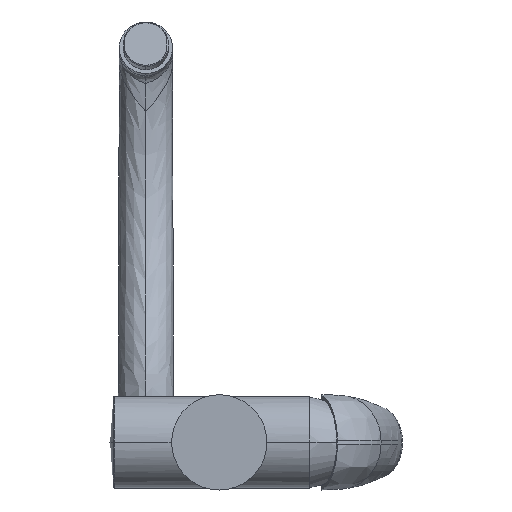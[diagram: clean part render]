
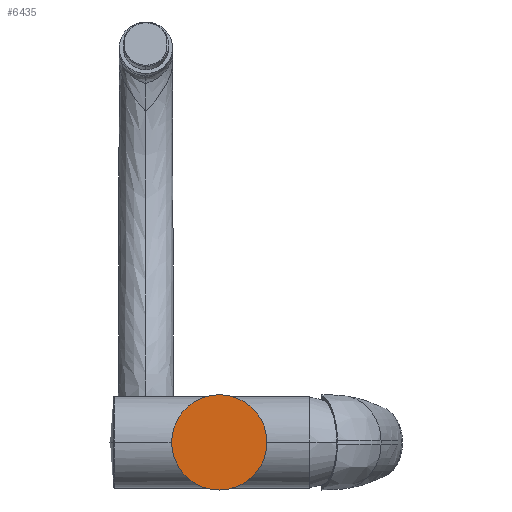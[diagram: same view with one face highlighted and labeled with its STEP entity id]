
A CAD part, front view. The second image highlights one B-rep face of the part: STEP entity #6435.
In plain terms, the highlighted planar face has unit normal (0, -1, 0).
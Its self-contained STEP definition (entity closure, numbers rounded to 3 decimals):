
#2868=CARTESIAN_POINT('',(21.5,-51.767,0.));
#2869=DIRECTION('',(0.,1.,0.));
#2870=DIRECTION('',(0.,0.,-1.));
#2871=AXIS2_PLACEMENT_3D('',#2868,#2869,#2870);
#2873=CARTESIAN_POINT('',(21.5,-51.767,0.));
#2874=DIRECTION('',(0.,-1.,0.));
#2875=DIRECTION('',(0.,0.,-1.));
#2876=AXIS2_PLACEMENT_3D('',#2873,#2874,#2875);
#3157=CARTESIAN_POINT('',(21.5,-51.767,-25.));
#3159=VERTEX_POINT('',#3157);
#3161=CARTESIAN_POINT('',(21.5,-51.767,25.));
#3163=VERTEX_POINT('',#3161);
#6426=CARTESIAN_POINT('',(21.5,-51.767,0.));
#6427=DIRECTION('',(0.,-1.,0.));
#6428=DIRECTION('',(0.,0.,1.));
#6429=AXIS2_PLACEMENT_3D('',#6426,#6427,#6428);
#6430=PLANE('',#6429);
#6431=ORIENTED_EDGE('',*,*,#6394,.T.);
#6432=ORIENTED_EDGE('',*,*,#6412,.F.);
#6433=EDGE_LOOP('',(#6431,#6432));
#6434=FACE_OUTER_BOUND('',#6433,.F.);
#6435=ADVANCED_FACE('',(#6434),#6430,.T.);
#2872=CIRCLE('',#2871,25.);
#2877=CIRCLE('',#2876,25.);
#6394=EDGE_CURVE('',#3159,#3163,#2872,.T.);
#6412=EDGE_CURVE('',#3159,#3163,#2877,.T.);
